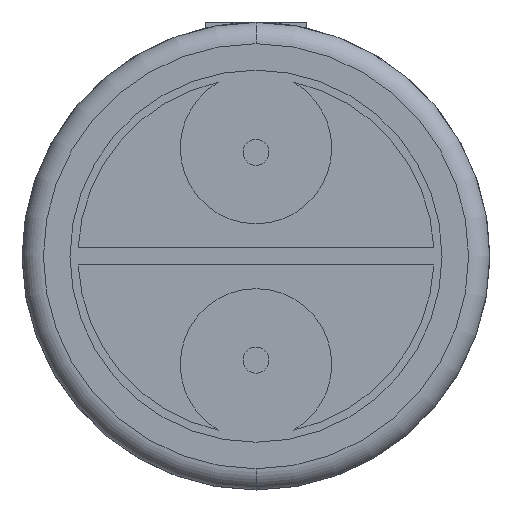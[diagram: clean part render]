
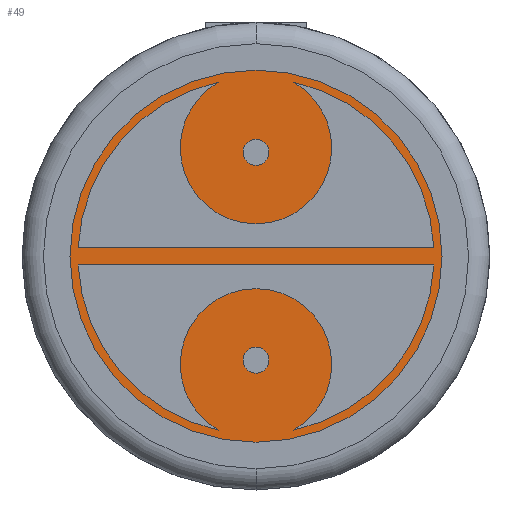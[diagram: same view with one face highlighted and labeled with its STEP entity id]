
A CAD part, front view. The second image highlights one B-rep face of the part: STEP entity #49.
In plain terms, the highlighted planar face has unit normal (0, -1, 0).
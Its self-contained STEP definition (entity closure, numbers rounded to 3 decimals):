
#49 = ADVANCED_FACE ( 'NONE', ( #295, #237, #234, #229 ), #1951, .T. ) ;
#214 = ORIENTED_EDGE ( 'NONE', *, *, #909, .T. ) ;
#229 = FACE_BOUND ( 'NONE', #2310, .T. ) ;
#234 = FACE_OUTER_BOUND ( 'NONE', #2325, .T. ) ;
#237 = FACE_BOUND ( 'NONE', #2286, .T. ) ;
#295 = FACE_BOUND ( 'NONE', #2365, .T. ) ;
#325 = ORIENTED_EDGE ( 'NONE', *, *, #940, .T. ) ;
#383 = ORIENTED_EDGE ( 'NONE', *, *, #925, .T. ) ;
#386 = ORIENTED_EDGE ( 'NONE', *, *, #915, .T. ) ;
#405 = ORIENTED_EDGE ( 'NONE', *, *, #930, .T. ) ;
#409 = ORIENTED_EDGE ( 'NONE', *, *, #922, .T. ) ;
#443 = ORIENTED_EDGE ( 'NONE', *, *, #946, .T. ) ;
#457 = ORIENTED_EDGE ( 'NONE', *, *, #921, .T. ) ;
#465 = ORIENTED_EDGE ( 'NONE', *, *, #908, .T. ) ;
#475 = ORIENTED_EDGE ( 'NONE', *, *, #918, .T. ) ;
#496 = ORIENTED_EDGE ( 'NONE', *, *, #917, .T. ) ;
#559 = ORIENTED_EDGE ( 'NONE', *, *, #944, .T. ) ;
#709 = CIRCLE ( 'NONE', #1295, 1.75 ) ;
#722 = CIRCLE ( 'NONE', #1310, 4.297 ) ;
#748 = CIRCLE ( 'NONE', #1301, 1.75 ) ;
#762 = CIRCLE ( 'NONE', #1308, 1.75 ) ;
#777 = CIRCLE ( 'NONE', #1309, 0.3 ) ;
#908 = EDGE_CURVE ( 'NONE', #1454, #1463, #3492, .T. ) ;
#909 = EDGE_CURVE ( 'NONE', #1440, #1437, #3480, .T. ) ;
#915 = EDGE_CURVE ( 'NONE', #1463, #1423, #3470, .T. ) ;
#917 = EDGE_CURVE ( 'NONE', #1458, #1447, #3482, .T. ) ;
#918 = EDGE_CURVE ( 'NONE', #1476, #1454, #3483, .T. ) ;
#921 = EDGE_CURVE ( 'NONE', #1469, #1458, #3489, .T. ) ;
#922 = EDGE_CURVE ( 'NONE', #1447, #1429, #3390, .T. ) ;
#924 = EDGE_CURVE ( 'NONE', #1396, #1467, #3493, .T. ) ;
#925 = EDGE_CURVE ( 'NONE', #1429, #1448, #709, .T. ) ;
#930 = EDGE_CURVE ( 'NONE', #1423, #1476, #748, .T. ) ;
#940 = EDGE_CURVE ( 'NONE', #1448, #1469, #762, .T. ) ;
#944 = EDGE_CURVE ( 'NONE', #1437, #1440, #722, .T. ) ;
#946 = EDGE_CURVE ( 'NONE', #1467, #1396, #777, .T. ) ;
#1183 = AXIS2_PLACEMENT_3D ( 'NONE', #1979, #1990, #1991 ) ;
#1288 = AXIS2_PLACEMENT_3D ( 'NONE', #2789, #2788, #2787 ) ;
#1289 = AXIS2_PLACEMENT_3D ( 'NONE', #2768, #2767, #2766 ) ;
#1293 = AXIS2_PLACEMENT_3D ( 'NONE', #2760, #2758, #2757 ) ;
#1294 = AXIS2_PLACEMENT_3D ( 'NONE', #2776, #2775, #2774 ) ;
#1295 = AXIS2_PLACEMENT_3D ( 'NONE', #2748, #2746, #2745 ) ;
#1296 = AXIS2_PLACEMENT_3D ( 'NONE', #2763, #2756, #2755 ) ;
#1298 = AXIS2_PLACEMENT_3D ( 'NONE', #2759, #2750, #2749 ) ;
#1301 = AXIS2_PLACEMENT_3D ( 'NONE', #2732, #2729, #2728 ) ;
#1308 = AXIS2_PLACEMENT_3D ( 'NONE', #2721, #2702, #2701 ) ;
#1309 = AXIS2_PLACEMENT_3D ( 'NONE', #2683, #2681, #2679 ) ;
#1310 = AXIS2_PLACEMENT_3D ( 'NONE', #2700, #2691, #2690 ) ;
#1396 = VERTEX_POINT ( 'NONE', #2886 ) ;
#1423 = VERTEX_POINT ( 'NONE', #3150 ) ;
#1429 = VERTEX_POINT ( 'NONE', #3112 ) ;
#1437 = VERTEX_POINT ( 'NONE', #2723 ) ;
#1440 = VERTEX_POINT ( 'NONE', #2807 ) ;
#1447 = VERTEX_POINT ( 'NONE', #3002 ) ;
#1448 = VERTEX_POINT ( 'NONE', #3022 ) ;
#1454 = VERTEX_POINT ( 'NONE', #2435 ) ;
#1458 = VERTEX_POINT ( 'NONE', #2455 ) ;
#1463 = VERTEX_POINT ( 'NONE', #2474 ) ;
#1467 = VERTEX_POINT ( 'NONE', #2487 ) ;
#1469 = VERTEX_POINT ( 'NONE', #2494 ) ;
#1476 = VERTEX_POINT ( 'NONE', #2521 ) ;
#1951 = PLANE ( 'NONE',  #1183 ) ;
#1979 = CARTESIAN_POINT ( 'NONE',  ( 0., 0.2, 0. ) ) ;
#1990 = DIRECTION ( 'NONE',  ( 0., -1., 0. ) ) ;
#1991 = DIRECTION ( 'NONE',  ( 0., 0., -1. ) ) ;
#2286 = EDGE_LOOP ( 'NONE', ( #457, #496, #409, #383, #325 ) ) ;
#2310 = EDGE_LOOP ( 'NONE', ( #443, #2379 ) ) ;
#2325 = EDGE_LOOP ( 'NONE', ( #214, #559 ) ) ;
#2365 = EDGE_LOOP ( 'NONE', ( #475, #465, #386, #405 ) ) ;
#2379 = ORIENTED_EDGE ( 'NONE', *, *, #924, .T. ) ;
#2435 = CARTESIAN_POINT ( 'NONE',  ( -4.107, 0.2, -0.203 ) ) ;
#2455 = CARTESIAN_POINT ( 'NONE',  ( 4.107, 0.2, 0.203 ) ) ;
#2474 = CARTESIAN_POINT ( 'NONE',  ( 4.107, 0.2, -0.203 ) ) ;
#2487 = CARTESIAN_POINT ( 'NONE',  ( 0., 0.2, -2.1 ) ) ;
#2494 = CARTESIAN_POINT ( 'NONE',  ( 0.867, 0.2, 4.02 ) ) ;
#2521 = CARTESIAN_POINT ( 'NONE',  ( -0.867, 0.2, -4.02 ) ) ;
#2679 = DIRECTION ( 'NONE',  ( 0., 0., 1. ) ) ;
#2681 = DIRECTION ( 'NONE',  ( 0., 1., 0. ) ) ;
#2683 = CARTESIAN_POINT ( 'NONE',  ( 0., 0.2, -2.4 ) ) ;
#2690 = DIRECTION ( 'NONE',  ( 0., 0., -1. ) ) ;
#2691 = DIRECTION ( 'NONE',  ( 0., -1., 0. ) ) ;
#2700 = CARTESIAN_POINT ( 'NONE',  ( 0., 0.2, 0. ) ) ;
#2701 = DIRECTION ( 'NONE',  ( 0., 0., -1. ) ) ;
#2702 = DIRECTION ( 'NONE',  ( 0., -1., 0. ) ) ;
#2721 = CARTESIAN_POINT ( 'NONE',  ( 0., 0.2, 2.5 ) ) ;
#2723 = CARTESIAN_POINT ( 'NONE',  ( 0., 0.2, 4.297 ) ) ;
#2728 = DIRECTION ( 'NONE',  ( 0., 0., -1. ) ) ;
#2729 = DIRECTION ( 'NONE',  ( 0., -1., 0. ) ) ;
#2732 = CARTESIAN_POINT ( 'NONE',  ( 0., 0.2, -2.5 ) ) ;
#2745 = DIRECTION ( 'NONE',  ( 0., 0., -1. ) ) ;
#2746 = DIRECTION ( 'NONE',  ( 0., -1., 0. ) ) ;
#2748 = CARTESIAN_POINT ( 'NONE',  ( 0., 0.2, 2.5 ) ) ;
#2749 = DIRECTION ( 'NONE',  ( 0., 0., 1. ) ) ;
#2750 = DIRECTION ( 'NONE',  ( 0., 1., 0. ) ) ;
#2755 = DIRECTION ( 'NONE',  ( 0., 0., 1. ) ) ;
#2756 = DIRECTION ( 'NONE',  ( 0., 1., 0. ) ) ;
#2757 = DIRECTION ( 'NONE',  ( 0., 0., 1. ) ) ;
#2758 = DIRECTION ( 'NONE',  ( 0., 1., 0. ) ) ;
#2759 = CARTESIAN_POINT ( 'NONE',  ( 0., 0.2, -2.4 ) ) ;
#2760 = CARTESIAN_POINT ( 'NONE',  ( 0., 0.2, 0. ) ) ;
#2763 = CARTESIAN_POINT ( 'NONE',  ( 0., 0.2, 0. ) ) ;
#2766 = DIRECTION ( 'NONE',  ( 0., 0., 1. ) ) ;
#2767 = DIRECTION ( 'NONE',  ( 0., 1., 0. ) ) ;
#2768 = CARTESIAN_POINT ( 'NONE',  ( 0., 0.2, 0. ) ) ;
#2769 = DIRECTION ( 'NONE',  ( -1., 0., 0. ) ) ;
#2770 = CARTESIAN_POINT ( 'NONE',  ( 0., 0.2, 0.203 ) ) ;
#2774 = DIRECTION ( 'NONE',  ( 0., 0., 1. ) ) ;
#2775 = DIRECTION ( 'NONE',  ( 0., 1., 0. ) ) ;
#2776 = CARTESIAN_POINT ( 'NONE',  ( 0., 0.2, 0. ) ) ;
#2787 = DIRECTION ( 'NONE',  ( 0., 0., -1. ) ) ;
#2788 = DIRECTION ( 'NONE',  ( 0., -1., 0. ) ) ;
#2789 = CARTESIAN_POINT ( 'NONE',  ( 0., 0.2, 0. ) ) ;
#2790 = DIRECTION ( 'NONE',  ( 1., 0., 0. ) ) ;
#2802 = CARTESIAN_POINT ( 'NONE',  ( 0., 0.2, -0.203 ) ) ;
#2807 = CARTESIAN_POINT ( 'NONE',  ( 0., 0.2, -4.297 ) ) ;
#2886 = CARTESIAN_POINT ( 'NONE',  ( 0., 0.2, -2.7 ) ) ;
#3002 = CARTESIAN_POINT ( 'NONE',  ( -4.107, 0.2, 0.203 ) ) ;
#3022 = CARTESIAN_POINT ( 'NONE',  ( 0., 0.2, 0.75 ) ) ;
#3112 = CARTESIAN_POINT ( 'NONE',  ( -0.867, 0.2, 4.02 ) ) ;
#3150 = CARTESIAN_POINT ( 'NONE',  ( 0.867, 0.2, -4.02 ) ) ;
#3390 = CIRCLE ( 'NONE', #1296, 4.112 ) ;
#3470 = CIRCLE ( 'NONE', #1294, 4.112 ) ;
#3471 = VECTOR ( 'NONE', #2769, 1000. ) ;
#3472 = VECTOR ( 'NONE', #2790, 1000. ) ;
#3480 = CIRCLE ( 'NONE', #1288, 4.297 ) ;
#3482 = LINE ( 'NONE', #2770, #3471 ) ;
#3483 = CIRCLE ( 'NONE', #1289, 4.112 ) ;
#3489 = CIRCLE ( 'NONE', #1293, 4.112 ) ;
#3492 = LINE ( 'NONE', #2802, #3472 ) ;
#3493 = CIRCLE ( 'NONE', #1298, 0.3 ) ;
